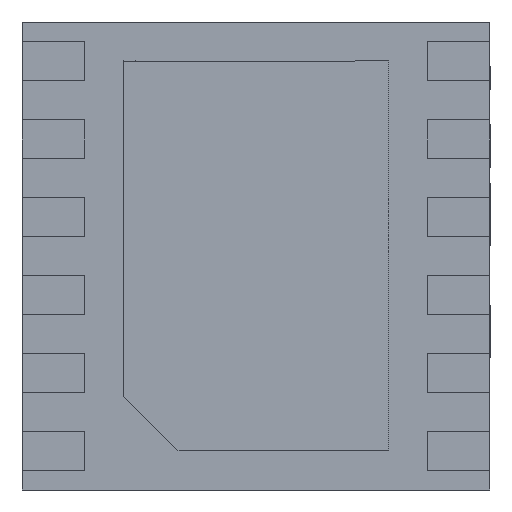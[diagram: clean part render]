
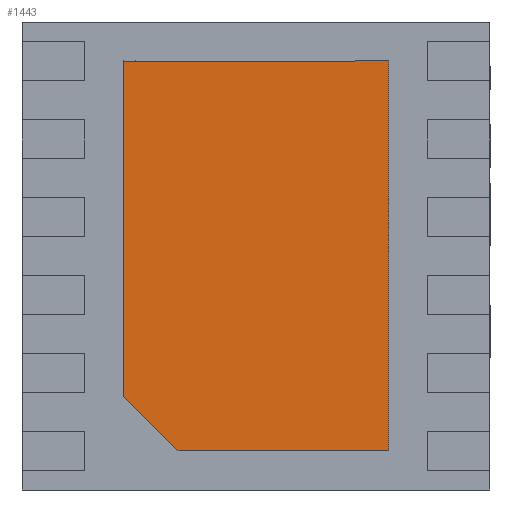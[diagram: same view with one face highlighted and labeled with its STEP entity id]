
A CAD part, front view. The second image highlights one B-rep face of the part: STEP entity #1443.
In plain terms, the highlighted planar face has unit normal (0, -1, 0).
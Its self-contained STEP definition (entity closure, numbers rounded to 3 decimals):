
#35 = VERTEX_POINT ( 'NONE', #903 ) ;
#47 = VERTEX_POINT ( 'NONE', #3284 ) ;
#127 = ORIENTED_EDGE ( 'NONE', *, *, #2498, .T. ) ;
#141 = VECTOR ( 'NONE', #3100, 1000. ) ;
#254 = CARTESIAN_POINT ( 'NONE',  ( 0.775, 0., -1.25 ) ) ;
#257 = DIRECTION ( 'NONE',  ( 0., 0., -1. ) ) ;
#274 = LINE ( 'NONE', #254, #3354 ) ;
#278 = LINE ( 'NONE', #1663, #3290 ) ;
#786 = DIRECTION ( 'NONE',  ( -1., 0., 0. ) ) ;
#815 = EDGE_CURVE ( 'NONE', #2790, #2059, #4371, .T. ) ;
#898 = EDGE_CURVE ( 'NONE', #3002, #35, #2749, .T. ) ;
#903 = CARTESIAN_POINT ( 'NONE',  ( -0.85, 0., -0.9 ) ) ;
#1227 = DIRECTION ( 'NONE',  ( 0., 0., 1. ) ) ;
#1318 = CARTESIAN_POINT ( 'NONE',  ( -0.85, 0., 0. ) ) ;
#1353 = PLANE ( 'NONE',  #4150 ) ;
#1362 = VECTOR ( 'NONE', #786, 1000. ) ;
#1399 = ORIENTED_EDGE ( 'NONE', *, *, #2912, .T. ) ;
#1443 = ADVANCED_FACE ( 'NONE', ( #3059 ), #1353, .T. ) ;
#1590 = CARTESIAN_POINT ( 'NONE',  ( 0.85, 0., 0. ) ) ;
#1591 = CARTESIAN_POINT ( 'NONE',  ( 0.775, 0., 1.25 ) ) ;
#1663 = CARTESIAN_POINT ( 'NONE',  ( -0.875, 0., -0.875 ) ) ;
#1896 = CARTESIAN_POINT ( 'NONE',  ( 0.85, 0., -1.25 ) ) ;
#1973 = DIRECTION ( 'NONE',  ( 0., -1., 0. ) ) ;
#2020 = DIRECTION ( 'NONE',  ( 0.707, 0., -0.707 ) ) ;
#2059 = VERTEX_POINT ( 'NONE', #3656 ) ;
#2093 = LINE ( 'NONE', #1591, #1362 ) ;
#2351 = VECTOR ( 'NONE', #1227, 1000. ) ;
#2498 = EDGE_CURVE ( 'NONE', #47, #2790, #274, .T. ) ;
#2711 = CARTESIAN_POINT ( 'NONE',  ( 0., 0., 0. ) ) ;
#2749 = LINE ( 'NONE', #1318, #141 ) ;
#2758 = DIRECTION ( 'NONE',  ( 1., 0., 0. ) ) ;
#2790 = VERTEX_POINT ( 'NONE', #1896 ) ;
#2912 = EDGE_CURVE ( 'NONE', #35, #47, #278, .T. ) ;
#3002 = VERTEX_POINT ( 'NONE', #3530 ) ;
#3059 = FACE_OUTER_BOUND ( 'NONE', #4483, .T. ) ;
#3100 = DIRECTION ( 'NONE',  ( 0., 0., -1. ) ) ;
#3284 = CARTESIAN_POINT ( 'NONE',  ( -0.5, 0., -1.25 ) ) ;
#3290 = VECTOR ( 'NONE', #2020, 1000. ) ;
#3354 = VECTOR ( 'NONE', #2758, 1000. ) ;
#3404 = ORIENTED_EDGE ( 'NONE', *, *, #3601, .T. ) ;
#3530 = CARTESIAN_POINT ( 'NONE',  ( -0.85, 0., 1.25 ) ) ;
#3601 = EDGE_CURVE ( 'NONE', #2059, #3002, #2093, .T. ) ;
#3656 = CARTESIAN_POINT ( 'NONE',  ( 0.85, 0., 1.25 ) ) ;
#3694 = ORIENTED_EDGE ( 'NONE', *, *, #815, .T. ) ;
#4097 = ORIENTED_EDGE ( 'NONE', *, *, #898, .T. ) ;
#4150 = AXIS2_PLACEMENT_3D ( 'NONE', #2711, #1973, #257 ) ;
#4371 = LINE ( 'NONE', #1590, #2351 ) ;
#4483 = EDGE_LOOP ( 'NONE', ( #3404, #4097, #1399, #127, #3694 ) ) ;
